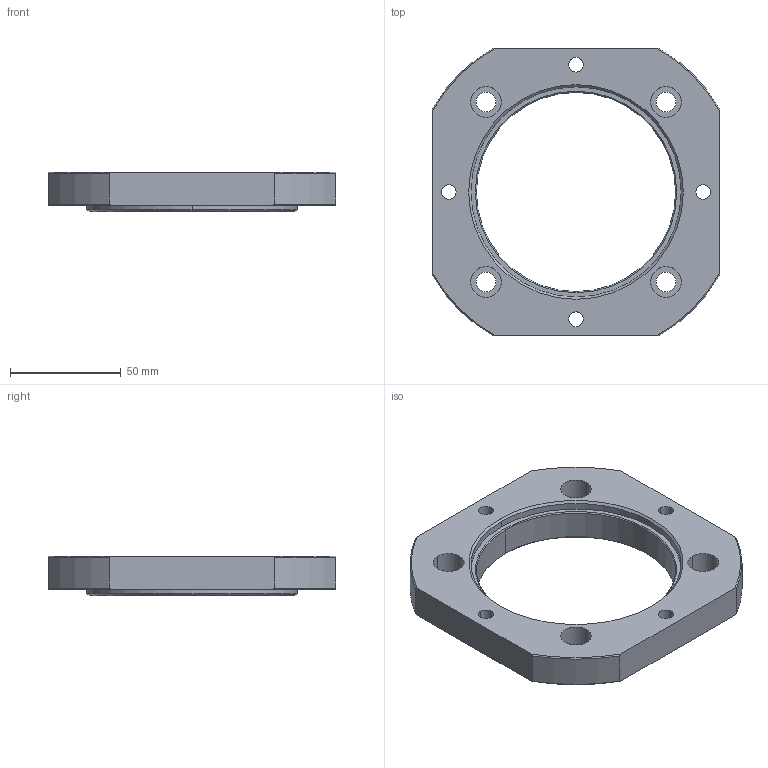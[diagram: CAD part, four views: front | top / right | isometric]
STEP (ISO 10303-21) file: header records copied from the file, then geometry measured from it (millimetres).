
FILE_DESCRIPTION(('CATIA V5 STEP Exchange'),'2;1');
FILE_NAME('001 BRIDE MOTEUR ROUE INTRODUCTION.stp','2021-07-08T17:10:50+00:00',('none'),('none'),'CATIA Version 5-6 Release 2017','CATIA V5 STEP AP203','none');
FILE_SCHEMA(('CONFIG_CONTROL_DESIGN'));
Length unit declared in the file: millimetre
Products named in the file (1): BRIDE MOTEUR ROUE INTRODUCTION
Bounding box: 130 x 130 x 18 mm (x, y, z)
Volume: 128642.2 mm3; surface area: 33658.5 mm2
Topology: 1 solids, 1 shells, 62 faces, 158 edges, 105 vertices
Faces by surface type: cylinder 34, cone 16, plane 12
Entity records: 1763 total; most frequent: CARTESIAN_POINT 345, ORIENTED_EDGE 308, DIRECTION 202, EDGE_CURVE 154, AXIS2_PLACEMENT_3D 115, VERTEX_POINT 100, EDGE_LOOP 86, CIRCLE 84
